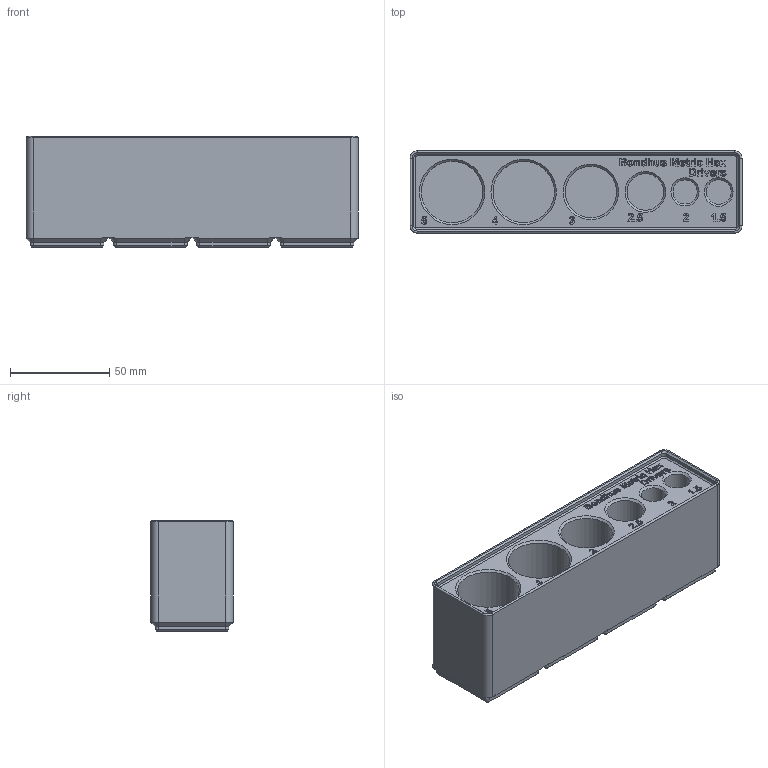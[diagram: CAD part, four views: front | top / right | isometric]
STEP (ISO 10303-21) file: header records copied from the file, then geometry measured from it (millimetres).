
FILE_DESCRIPTION(/* description */ (''),/* implementation_level */ '2;1');
FILE_NAME(/* name */ 'Gridfinity 1x4 Bondhus Hex Driver Stand v5.step',/* time_stamp */ '2023-03-12T05:13:27-06:00',/* author */ (''),/* organization */ (''),/* preprocessor_version */ 'ST-DEVELOPER v19.2',/* originating_system */ 'Autodesk Translation Framework v11.17.0.187',/* authorisation */ '');
FILE_SCHEMA (('AUTOMOTIVE_DESIGN { 1 0 10303 214 3 1 1 }'));
Length unit declared in the file: millimetre
Products named in the file (2): Gridfinity 1x4 Bondhus Hex Driver Stand; Gridfinity 1x4 Bondhus Hex Driver
Assembly tree (1 placements, depth 2):
  Gridfinity 1x4 Bondhus Hex Driver Stand
    Gridfinity 1x4 Bondhus Hex Driver
Bounding box: 167.5 x 41.5 x 56.05 mm (x, y, z)
Volume: 252259.4 mm3; surface area: 55352.6 mm2
Topology: 1 solids, 1 shells, 836 faces, 2134 edges, 1382 vertices
Faces by surface type: plane 366, bspline 354, cylinder 66, cone 46, torus 4
Full cylindrical faces by diameter (mm): 3 x16, 6.5 x16, 12.2 x1, 12.5 x1, 18.5 x1, 26 x1, 31 x2
Entity records: 28366 total; most frequent: CARTESIAN_POINT 10397, ORIENTED_EDGE 4268, DIRECTION 2558, EDGE_CURVE 2134, VERTEX_POINT 1382, LINE 1240, VECTOR 1240, EDGE_LOOP 918
